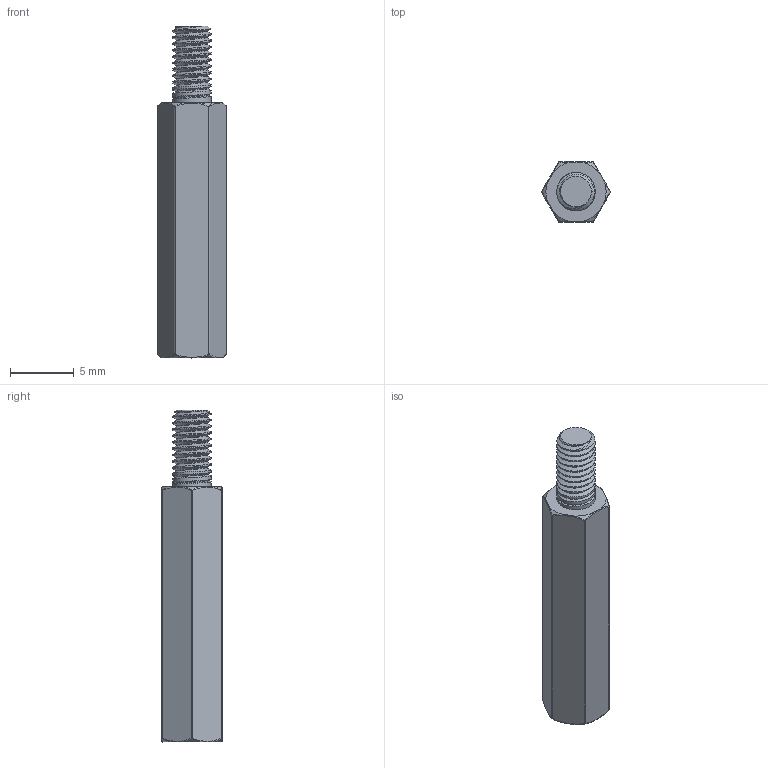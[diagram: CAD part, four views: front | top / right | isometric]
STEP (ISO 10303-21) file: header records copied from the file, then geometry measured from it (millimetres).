
FILE_DESCRIPTION(/* description */ (''),/* implementation_level */ '2;1');
FILE_NAME(/* name */ 'M3x20 Standoff_v1.step',/* time_stamp */ '2023-05-23T22:35:14-06:00',/* author */ (''),/* organization */ (''),/* preprocessor_version */ 'ST-DEVELOPER v19.2',/* originating_system */ 'Autodesk Translation Framework v12.4.0.73',/* authorisation */ '');
FILE_SCHEMA (('AUTOMOTIVE_DESIGN { 1 0 10303 214 3 1 1 }'));
Length unit declared in the file: millimetre
Products named in the file (2): M3x20 Standoff; M3x20+6
Assembly tree (1 placements, depth 2):
  M3x20 Standoff
    M3x20+6
Bounding box: 5.4 x 4.7 x 26 mm (x, y, z)
Volume: 373 mm3; surface area: 573.9 mm2
Topology: 2 solids, 2 shells, 271 faces, 727 edges, 468 vertices
Faces by surface type: bspline 145, plane 64, cylinder 34, sphere 12, torus 12, cone 4
Full cylindrical faces by diameter (mm): 2.5 x12, 3 x10
Entity records: 25845 total; most frequent: CARTESIAN_POINT 19908, ORIENTED_EDGE 1438, EDGE_CURVE 719, DIRECTION 673, VERTEX_POINT 468, B_SPLINE_CURVE_WITH_KNOTS 369, EDGE_LOOP 287, LINE 285
